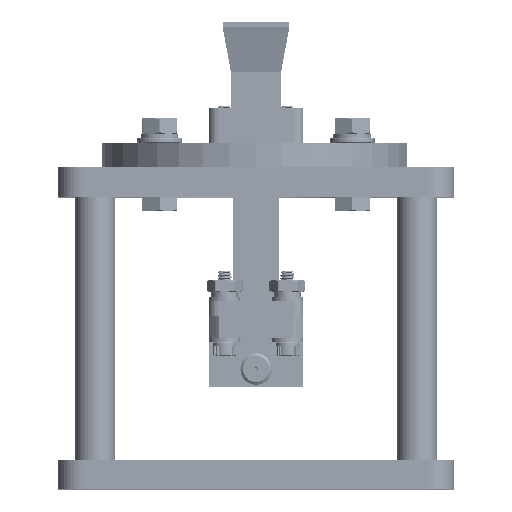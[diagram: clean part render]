
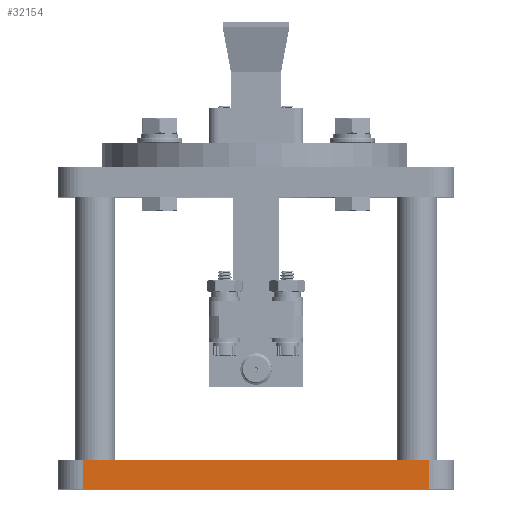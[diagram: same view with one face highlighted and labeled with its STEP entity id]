
A CAD part, top view. The second image highlights one B-rep face of the part: STEP entity #32154.
In plain terms, the highlighted face is planar.
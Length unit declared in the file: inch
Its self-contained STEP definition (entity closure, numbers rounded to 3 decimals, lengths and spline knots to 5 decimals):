
#1264 = VERTEX_POINT ( 'NONE', #24757 ) ;
#2725 = CARTESIAN_POINT ( 'NONE',  ( 1.37795, 0., -1.5748 ) ) ;
#3045 = LINE ( 'NONE', #13196, #11242 ) ;
#4102 = DIRECTION ( 'NONE',  ( 0., 0., 1. ) ) ;
#6026 = CARTESIAN_POINT ( 'NONE',  ( 1.37795, 0.23622, -1.5748 ) ) ;
#8783 = LINE ( 'NONE', #23470, #28401 ) ;
#10356 = ORIENTED_EDGE ( 'NONE', *, *, #30978, .T. ) ;
#11202 = CARTESIAN_POINT ( 'NONE',  ( -1.37795, 0.23622, -1.5748 ) ) ;
#11242 = VECTOR ( 'NONE', #46953, 39.37008 ) ;
#13196 = CARTESIAN_POINT ( 'NONE',  ( 1.37795, 0.23622, -1.5748 ) ) ;
#17585 = DIRECTION ( 'NONE',  ( -1., 0., 0. ) ) ;
#18849 = DIRECTION ( 'NONE',  ( 1., 0., 0. ) ) ;
#19428 = VERTEX_POINT ( 'NONE', #2725 ) ;
#20623 = ORIENTED_EDGE ( 'NONE', *, *, #32847, .T. ) ;
#22450 = CARTESIAN_POINT ( 'NONE',  ( -1.37795, 0.23622, -1.5748 ) ) ;
#22631 = LINE ( 'NONE', #44317, #40715 ) ;
#23468 = VERTEX_POINT ( 'NONE', #11202 ) ;
#23470 = CARTESIAN_POINT ( 'NONE',  ( -1.37795, 0.23622, -1.5748 ) ) ;
#24757 = CARTESIAN_POINT ( 'NONE',  ( -1.37795, 0., -1.5748 ) ) ;
#26322 = EDGE_CURVE ( 'NONE', #23468, #1264, #8783, .T. ) ;
#26578 = ORIENTED_EDGE ( 'NONE', *, *, #26322, .F. ) ;
#28401 = VECTOR ( 'NONE', #38175, 39.37008 ) ;
#29659 = FACE_OUTER_BOUND ( 'NONE', #39025, .T. ) ;
#30978 = EDGE_CURVE ( 'NONE', #19428, #1264, #36130, .T. ) ;
#31574 = CARTESIAN_POINT ( 'NONE',  ( -1.37795, 0., -1.5748 ) ) ;
#32154 = ADVANCED_FACE ( 'NONE', ( #29659 ), #40748, .F. ) ;
#32470 = VERTEX_POINT ( 'NONE', #6026 ) ;
#32847 = EDGE_CURVE ( 'NONE', #32470, #19428, #3045, .T. ) ;
#36130 = LINE ( 'NONE', #31574, #46570 ) ;
#36850 = DIRECTION ( 'NONE',  ( -1., 0., 0. ) ) ;
#38175 = DIRECTION ( 'NONE',  ( 0., -1., 0. ) ) ;
#39025 = EDGE_LOOP ( 'NONE', ( #10356, #26578, #40743, #20623 ) ) ;
#40715 = VECTOR ( 'NONE', #36850, 39.37008 ) ;
#40743 = ORIENTED_EDGE ( 'NONE', *, *, #40917, .F. ) ;
#40748 = PLANE ( 'NONE',  #42799 ) ;
#40917 = EDGE_CURVE ( 'NONE', #32470, #23468, #22631, .T. ) ;
#42799 = AXIS2_PLACEMENT_3D ( 'NONE', #22450, #4102, #18849 ) ;
#44317 = CARTESIAN_POINT ( 'NONE',  ( -1.37795, 0.23622, -1.5748 ) ) ;
#46570 = VECTOR ( 'NONE', #17585, 39.37008 ) ;
#46953 = DIRECTION ( 'NONE',  ( 0., -1., 0. ) ) ;
